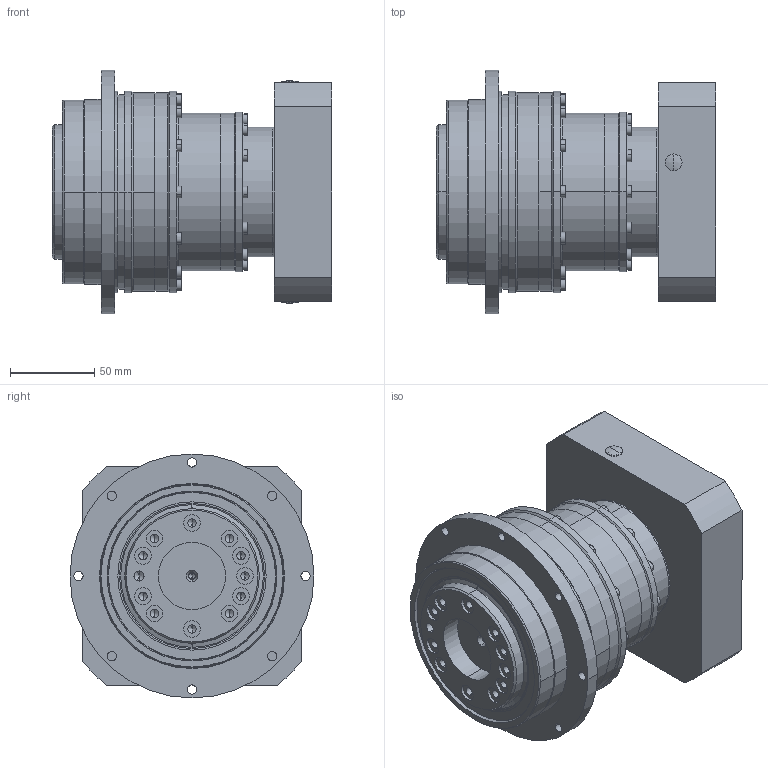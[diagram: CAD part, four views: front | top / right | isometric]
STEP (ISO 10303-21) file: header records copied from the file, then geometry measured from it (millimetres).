
FILE_DESCRIPTION (( 'STEP AP203' ), '1' );
FILE_NAME ('PGY110-L2-22-110-145-M8(TÐÍ).STEP', '2020-06-27T03:56:35', ( 'ylmfeng' ), ( 'ylmfeng.com' ), 'SwSTEP 2.0', 'SolidWorks 2014', '' );
FILE_SCHEMA (( 'CONFIG_CONTROL_DESIGN' ));
Length unit declared in the file: millimetre
Products named in the file (1): PGY110-L2-22-110-145-M8(T倰)
Bounding box: 166 x 145 x 145 mm (x, y, z)
Volume: 1494547.4 mm3; surface area: 234257.1 mm2
Topology: 41 solids, 42 shells, 959 faces, 2199 edges, 1391 vertices
Faces by surface type: plane 462, cylinder 305, cone 88, torus 84, bspline 16, sphere 4
Entity records: 27916 total; most frequent: CARTESIAN_POINT 5712, DIRECTION 4875, ORIENTED_EDGE 4330, EDGE_CURVE 2165, AXIS2_PLACEMENT_3D 1862, VERTEX_POINT 1391, VECTOR 1151, LINE 1151
